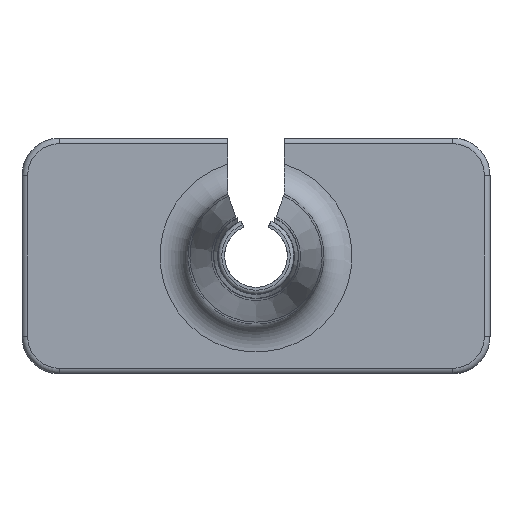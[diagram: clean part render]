
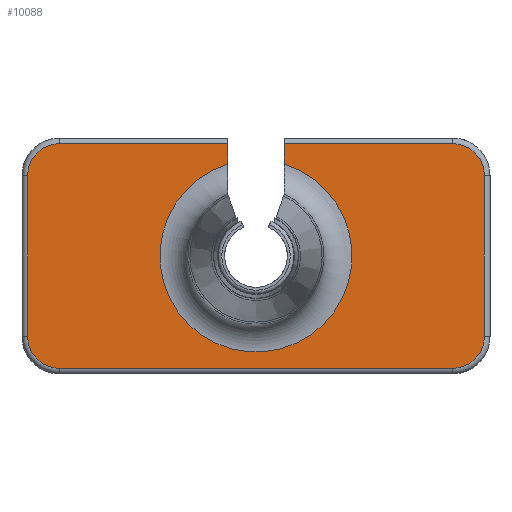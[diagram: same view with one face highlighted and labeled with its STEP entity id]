
A CAD part, front view. The second image highlights one B-rep face of the part: STEP entity #10088.
In plain terms, the highlighted planar face has unit normal (0, -1, 0).
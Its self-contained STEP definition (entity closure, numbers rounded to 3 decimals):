
#310=DIRECTION('',(-1.,0.,0.));
#311=VECTOR('',#310,9.);
#312=CARTESIAN_POINT('',(10.5,0.,6.));
#313=LINE('',#312,#311);
#314=CARTESIAN_POINT('',(10.5,0.,4.3));
#315=DIRECTION('',(0.,-1.,0.));
#316=DIRECTION('',(1.,0.,0.));
#317=AXIS2_PLACEMENT_3D('',#314,#315,#316);
#319=DIRECTION('',(0.,0.,1.));
#320=VECTOR('',#319,8.6);
#321=CARTESIAN_POINT('',(12.2,0.,-4.3));
#322=LINE('',#321,#320);
#323=CARTESIAN_POINT('',(10.5,0.,-4.3));
#324=DIRECTION('',(0.,-1.,0.));
#325=DIRECTION('',(0.,0.,-1.));
#326=AXIS2_PLACEMENT_3D('',#323,#324,#325);
#328=DIRECTION('',(1.,0.,0.));
#329=VECTOR('',#328,21.);
#330=CARTESIAN_POINT('',(-10.5,0.,-6.));
#331=LINE('',#330,#329);
#332=CARTESIAN_POINT('',(-10.5,0.,-4.3));
#333=DIRECTION('',(0.,-1.,0.));
#334=DIRECTION('',(-1.,0.,0.));
#335=AXIS2_PLACEMENT_3D('',#332,#333,#334);
#337=DIRECTION('',(0.,0.,-1.));
#338=VECTOR('',#337,8.6);
#339=CARTESIAN_POINT('',(-12.2,0.,4.3));
#340=LINE('',#339,#338);
#341=CARTESIAN_POINT('',(-10.5,0.,4.3));
#342=DIRECTION('',(0.,-1.,0.));
#343=DIRECTION('',(0.,0.,1.));
#344=AXIS2_PLACEMENT_3D('',#341,#342,#343);
#346=DIRECTION('',(-1.,0.,0.));
#347=VECTOR('',#346,9.);
#348=CARTESIAN_POINT('',(-1.5,0.,6.));
#349=LINE('',#348,#347);
#350=DIRECTION('',(0.,0.,-1.));
#351=VECTOR('',#350,1.094);
#352=CARTESIAN_POINT('',(-1.5,0.,6.));
#353=LINE('',#352,#351);
#354=DIRECTION('',(0.,0.,-1.));
#355=VECTOR('',#354,1.094);
#356=CARTESIAN_POINT('',(1.5,0.,6.));
#357=LINE('',#356,#355);
#7208=CARTESIAN_POINT('',(0.,0.,0.));
#7209=DIRECTION('',(0.,1.,0.));
#7210=DIRECTION('',(0.292,0.,0.956));
#7211=AXIS2_PLACEMENT_3D('',#7208,#7209,#7210);
#7213=CARTESIAN_POINT('',(-1.5,0.,4.906));
#7238=CARTESIAN_POINT('',(1.5,0.,4.906));
#7300=VERTEX_POINT('',#7238);
#7301=VERTEX_POINT('',#7213);
#7314=CARTESIAN_POINT('',(1.5,0.,6.));
#7316=VERTEX_POINT('',#7314);
#7320=CARTESIAN_POINT('',(10.5,0.,6.));
#7321=VERTEX_POINT('',#7320);
#7322=CARTESIAN_POINT('',(12.2,0.,4.3));
#7323=VERTEX_POINT('',#7322);
#7326=CARTESIAN_POINT('',(12.2,0.,-4.3));
#7327=VERTEX_POINT('',#7326);
#7330=CARTESIAN_POINT('',(10.5,0.,-6.));
#7331=VERTEX_POINT('',#7330);
#7334=CARTESIAN_POINT('',(-10.5,0.,-6.));
#7335=VERTEX_POINT('',#7334);
#7338=CARTESIAN_POINT('',(-12.2,0.,-4.3));
#7339=VERTEX_POINT('',#7338);
#7342=CARTESIAN_POINT('',(-12.2,0.,4.3));
#7343=VERTEX_POINT('',#7342);
#7346=CARTESIAN_POINT('',(-10.5,0.,6.));
#7347=VERTEX_POINT('',#7346);
#7351=CARTESIAN_POINT('',(-1.5,0.,6.));
#7353=VERTEX_POINT('',#7351);
#10061=CARTESIAN_POINT('',(0.,0.,0.));
#10062=DIRECTION('',(0.,1.,0.));
#10063=DIRECTION('',(1.,0.,0.));
#10064=AXIS2_PLACEMENT_3D('',#10061,#10062,#10063);
#10065=PLANE('',#10064);
#10066=ORIENTED_EDGE('',*,*,#9955,.F.);
#10068=ORIENTED_EDGE('',*,*,#10067,.F.);
#10070=ORIENTED_EDGE('',*,*,#10069,.F.);
#10072=ORIENTED_EDGE('',*,*,#10071,.F.);
#10074=ORIENTED_EDGE('',*,*,#10073,.F.);
#10076=ORIENTED_EDGE('',*,*,#10075,.F.);
#10078=ORIENTED_EDGE('',*,*,#10077,.F.);
#10080=ORIENTED_EDGE('',*,*,#10079,.F.);
#10081=ORIENTED_EDGE('',*,*,#10053,.F.);
#10082=ORIENTED_EDGE('',*,*,#10042,.T.);
#10084=ORIENTED_EDGE('',*,*,#10083,.F.);
#10085=ORIENTED_EDGE('',*,*,#9922,.F.);
#10086=EDGE_LOOP('',(#10066,#10068,#10070,#10072,#10074,#10076,#10078,#10080,
#10081,#10082,#10084,#10085));
#10087=FACE_OUTER_BOUND('',#10086,.F.);
#10088=ADVANCED_FACE('',(#10087),#10065,.F.);
#318=CIRCLE('',#317,1.7);
#327=CIRCLE('',#326,1.7);
#336=CIRCLE('',#335,1.7);
#345=CIRCLE('',#344,1.7);
#7212=CIRCLE('',#7211,5.13);
#9922=EDGE_CURVE('',#7316,#7300,#357,.T.);
#9955=EDGE_CURVE('',#7321,#7316,#313,.T.);
#10042=EDGE_CURVE('',#7353,#7301,#353,.T.);
#10053=EDGE_CURVE('',#7353,#7347,#349,.T.);
#10067=EDGE_CURVE('',#7323,#7321,#318,.T.);
#10069=EDGE_CURVE('',#7327,#7323,#322,.T.);
#10071=EDGE_CURVE('',#7331,#7327,#327,.T.);
#10073=EDGE_CURVE('',#7335,#7331,#331,.T.);
#10075=EDGE_CURVE('',#7339,#7335,#336,.T.);
#10077=EDGE_CURVE('',#7343,#7339,#340,.T.);
#10079=EDGE_CURVE('',#7347,#7343,#345,.T.);
#10083=EDGE_CURVE('',#7300,#7301,#7212,.T.);
